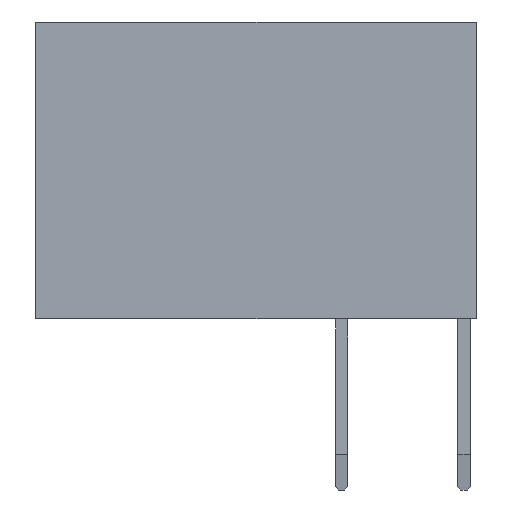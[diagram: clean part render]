
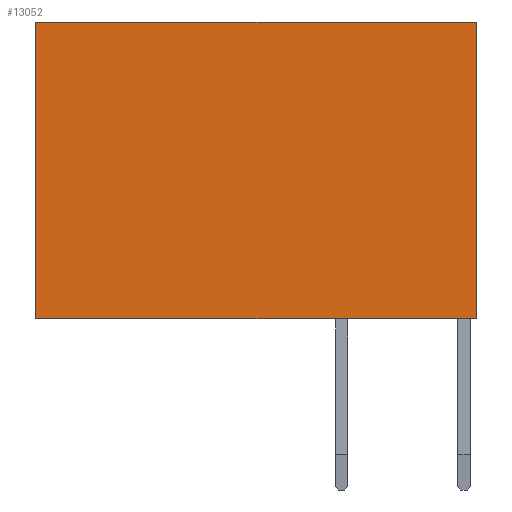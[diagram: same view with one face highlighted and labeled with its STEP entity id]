
A CAD part, left-side view. The second image highlights one B-rep face of the part: STEP entity #13052.
In plain terms, the highlighted planar face has unit normal (-1, 0, 0).
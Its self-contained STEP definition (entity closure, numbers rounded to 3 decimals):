
#8168=EDGE_CURVE('',#10972,#10186,#22078,.T.);
#10186=VERTEX_POINT('',#24281);
#10972=VERTEX_POINT('',#25125);
#13000=VERTEX_POINT('',#27345);
#13052=ADVANCED_FACE('',(#27403),#27404,.T.);
#13302=EDGE_CURVE('',#15430,#13000,#27676,.T.);
#14662=EDGE_CURVE('',#13000,#10972,#29142,.T.);
#15430=VERTEX_POINT('',#29981);
#18988=EDGE_CURVE('',#15430,#10186,#33831,.T.);
#22078=LINE('',#37668,#37669);
#24281=CARTESIAN_POINT('',(-14.25,7.2,-2.55));
#25125=CARTESIAN_POINT('',(-14.25,7.2,2.3));
#27345=CARTESIAN_POINT('',(-14.25,0.,2.3));
#27403=FACE_OUTER_BOUND('',#45404,.T.);
#27404=PLANE('',#45405);
#27676=LINE('',#45786,#45787);
#29142=LINE('',#47932,#47933);
#29981=CARTESIAN_POINT('',(-14.25,0.,-2.55));
#33831=LINE('',#54773,#54774);
#37668=CARTESIAN_POINT('',(-14.25,7.2,-2.55));
#37669=VECTOR('',#58811,1.0);
#45404=EDGE_LOOP('',(#64431,#64432,#64433,#64434));
#45405=AXIS2_PLACEMENT_3D('',#64435,#64436,#64437);
#45786=CARTESIAN_POINT('',(-14.25,0.,-2.55));
#45787=VECTOR('',#64716,1.0);
#47932=CARTESIAN_POINT('',(-14.25,0.,2.3));
#47933=VECTOR('',#66188,1.0);
#54773=CARTESIAN_POINT('',(-14.25,0.,-2.55));
#54774=VECTOR('',#70813,1.0);
#58811=DIRECTION('',(0.,0.,-1.0));
#64431=ORIENTED_EDGE('',*,*,#8168,.T.);
#64432=ORIENTED_EDGE('',*,*,#18988,.F.);
#64433=ORIENTED_EDGE('',*,*,#13302,.T.);
#64434=ORIENTED_EDGE('',*,*,#14662,.T.);
#64435=CARTESIAN_POINT('',(-14.25,0.,2.3));
#64436=DIRECTION('',(-1.0,0.0,0.));
#64437=DIRECTION('',(0.,0.,1.0));
#64716=DIRECTION('',(0.,0.,1.0));
#66188=DIRECTION('',(0.,1.0,0.));
#70813=DIRECTION('',(0.,1.0,0.));
